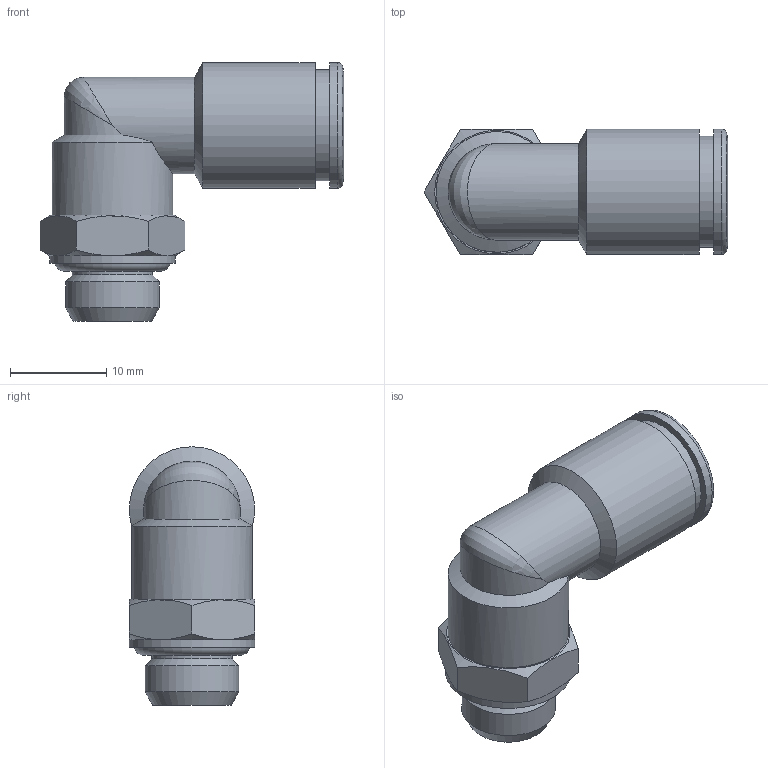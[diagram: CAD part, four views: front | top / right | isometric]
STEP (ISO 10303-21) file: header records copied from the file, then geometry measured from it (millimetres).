
FILE_DESCRIPTION((''),'2;1');
FILE_NAME('1007_Winkelverschraubung drehbar R1-8 D8mm.stp','2015-08-14T10:16:05',('mm'),(''),'Autodesk Inventor 2012','Autodesk Inventor 2012','');
FILE_SCHEMA(('AUTOMOTIVE_DESIGN { 1 0 10303 214 1 1 1 1 }'));
Length unit declared in the file: millimetre
Products named in the file (1): 1007_Winkelverschraubung drehbar R1-8 D8mm
Bounding box: 31.51 x 13 x 26.8 mm (x, y, z)
Volume: 2854.3 mm3; surface area: 3929.2 mm2
Topology: 2 solids, 4 shells, 75 faces, 167 edges, 101 vertices
Faces by surface type: cone 26, cylinder 23, plane 20, torus 5, bspline 1
Full cylindrical faces by diameter (mm): 5.5 x1, 7 x1, 8.1 x1, 8.2 x1, 8.3 x2, 9 x1, 9.728 x1, 10 x1, 10.1 x3, 11 x1, 11.5 x1, 11.6 x1, 12.5 x1, 13 x3
Entity records: 3207 total; most frequent: CARTESIAN_POINT 1715, DIRECTION 292, ORIENTED_EDGE 216, AXIS2_PLACEMENT_3D 142, EDGE_LOOP 129, EDGE_CURVE 108, VERTEX_POINT 85, FACE_OUTER_BOUND 75
